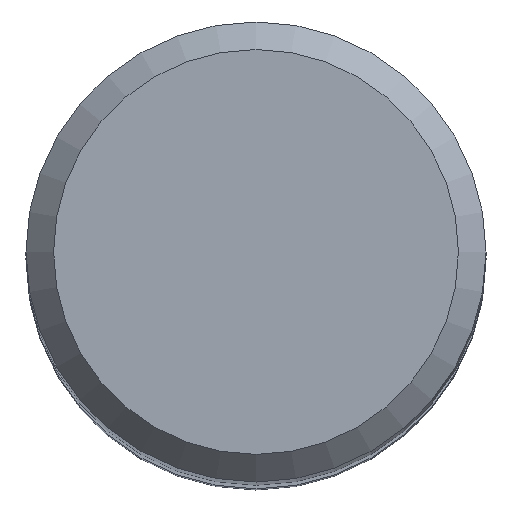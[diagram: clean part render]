
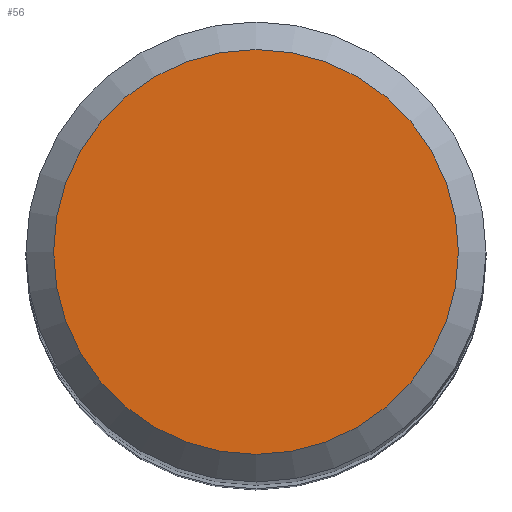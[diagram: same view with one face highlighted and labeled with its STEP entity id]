
A CAD part, top view. The second image highlights one B-rep face of the part: STEP entity #56.
In plain terms, the highlighted planar face has unit normal (0, 0, 1).
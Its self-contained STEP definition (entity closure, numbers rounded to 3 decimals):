
#49=PLANE('',#210);
#52=FACE_OUTER_BOUND('',#90,.T.);
#56=ADVANCED_FACE('',(#52),#49,.T.);
#90=EDGE_LOOP('',(#110));
#110=ORIENTED_EDGE('',*,*,#141,.T.);
#130=VERTEX_POINT('',#313);
#141=EDGE_CURVE('',#130,#130,#151,.T.);
#151=CIRCLE('',#209,4.4);
#209=AXIS2_PLACEMENT_3D('',#312,#242,#243);
#210=AXIS2_PLACEMENT_3D('',#314,#244,#245);
#242=DIRECTION('',(0.,0.,1.));
#243=DIRECTION('',(1.,0.,0.));
#244=DIRECTION('',(0.,0.,1.));
#245=DIRECTION('',(1.,0.,0.));
#312=CARTESIAN_POINT('',(0.,0.,0.));
#313=CARTESIAN_POINT('',(4.4,0.,0.));
#314=CARTESIAN_POINT('',(0.,0.,0.));
